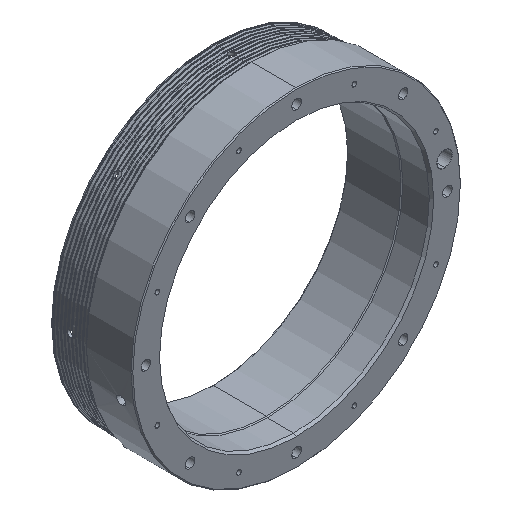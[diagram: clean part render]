
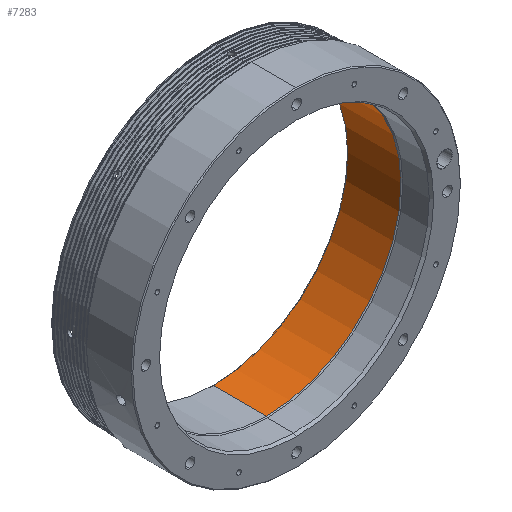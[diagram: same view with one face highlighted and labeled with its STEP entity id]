
A CAD part, isometric view. The second image highlights one B-rep face of the part: STEP entity #7283.
In plain terms, the highlighted cylindrical face has radius 145 mm (diameter 290 mm), a partial arc.
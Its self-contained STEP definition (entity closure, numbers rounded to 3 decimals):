
#2 = VERTEX_POINT ( 'NONE', #879 ) ;
#42 = DIRECTION ( 'NONE',  ( 0., -1., 0. ) ) ;
#124 = CARTESIAN_POINT ( 'NONE',  ( 0., 90., -145. ) ) ;
#142 = ORIENTED_EDGE ( 'NONE', *, *, #311, .T. ) ;
#311 = EDGE_CURVE ( 'NONE', #2728, #5321, #6389, .T. ) ;
#620 = AXIS2_PLACEMENT_3D ( 'NONE', #6176, #2510, #6797 ) ;
#879 = CARTESIAN_POINT ( 'NONE',  ( 0., 32.5, 145. ) ) ;
#1314 = EDGE_CURVE ( 'NONE', #2728, #5505, #4250, .T. ) ;
#1927 = CYLINDRICAL_SURFACE ( 'NONE', #6575, 145. ) ;
#2374 = ORIENTED_EDGE ( 'NONE', *, *, #1314, .F. ) ;
#2510 = DIRECTION ( 'NONE',  ( 0., -1., 0. ) ) ;
#2728 = VERTEX_POINT ( 'NONE', #124 ) ;
#3027 = DIRECTION ( 'NONE',  ( 0., 0., -1. ) ) ;
#3220 = DIRECTION ( 'NONE',  ( 0., -1., 0. ) ) ;
#3508 = CIRCLE ( 'NONE', #4905, 145. ) ;
#3621 = DIRECTION ( 'NONE',  ( 0., -1., 0. ) ) ;
#3626 = CARTESIAN_POINT ( 'NONE',  ( 0., 0., 0. ) ) ;
#3670 = CARTESIAN_POINT ( 'NONE',  ( 0., 0., -145. ) ) ;
#4250 = CIRCLE ( 'NONE', #620, 145. ) ;
#4285 = VECTOR ( 'NONE', #3621, 1000. ) ;
#4695 = CARTESIAN_POINT ( 'NONE',  ( 0., 32.5, -145. ) ) ;
#4698 = EDGE_CURVE ( 'NONE', #5505, #2, #5001, .T. ) ;
#4747 = VECTOR ( 'NONE', #42, 1000. ) ;
#4845 = EDGE_CURVE ( 'NONE', #5321, #2, #3508, .T. ) ;
#4905 = AXIS2_PLACEMENT_3D ( 'NONE', #6918, #3220, #7531 ) ;
#4970 = ORIENTED_EDGE ( 'NONE', *, *, #4698, .F. ) ;
#5001 = LINE ( 'NONE', #7320, #4285 ) ;
#5321 = VERTEX_POINT ( 'NONE', #4695 ) ;
#5505 = VERTEX_POINT ( 'NONE', #7325 ) ;
#6099 = DIRECTION ( 'NONE',  ( 0., -1., 0. ) ) ;
#6176 = CARTESIAN_POINT ( 'NONE',  ( 0., 90., 0. ) ) ;
#6250 = EDGE_LOOP ( 'NONE', ( #4970, #2374, #142, #6608 ) ) ;
#6389 = LINE ( 'NONE', #3670, #4747 ) ;
#6575 = AXIS2_PLACEMENT_3D ( 'NONE', #3626, #6099, #3027 ) ;
#6608 = ORIENTED_EDGE ( 'NONE', *, *, #4845, .T. ) ;
#6797 = DIRECTION ( 'NONE',  ( 0., 0., -1. ) ) ;
#6807 = FACE_OUTER_BOUND ( 'NONE', #6250, .T. ) ;
#6918 = CARTESIAN_POINT ( 'NONE',  ( 0., 32.5, 0. ) ) ;
#7283 = ADVANCED_FACE ( 'NONE', ( #6807 ), #1927, .F. ) ;
#7320 = CARTESIAN_POINT ( 'NONE',  ( 0., 0., 145. ) ) ;
#7325 = CARTESIAN_POINT ( 'NONE',  ( 0., 90., 145. ) ) ;
#7531 = DIRECTION ( 'NONE',  ( 0., 0., -1. ) ) ;
